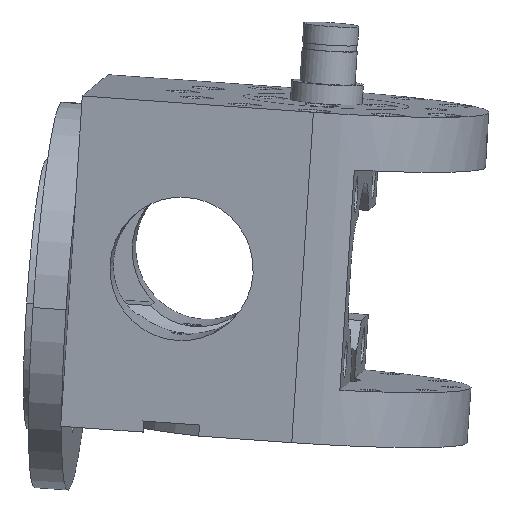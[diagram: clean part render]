
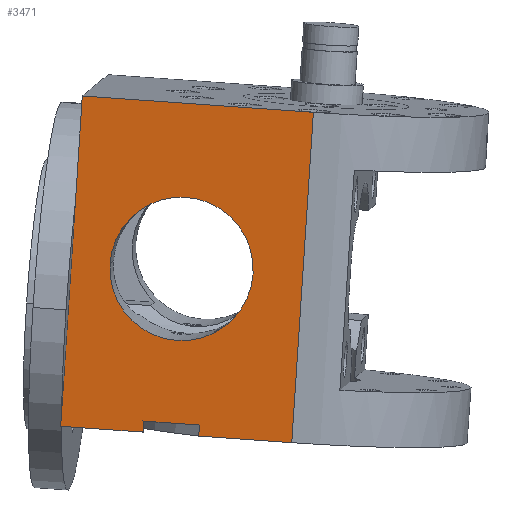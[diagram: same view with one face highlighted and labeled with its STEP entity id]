
A CAD part, front view. The second image highlights one B-rep face of the part: STEP entity #3471.
In plain terms, the highlighted face is planar.
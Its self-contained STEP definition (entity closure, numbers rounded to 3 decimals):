
#3 = DIRECTION ( 'NONE',  ( -1., 0., 0. ) ) ;
#50 = VECTOR ( 'NONE', #9709, 1000. ) ;
#380 = CARTESIAN_POINT ( 'NONE',  ( 29.5, 0., 0. ) ) ;
#631 = LINE ( 'NONE', #380, #6506 ) ;
#794 = EDGE_LOOP ( 'NONE', ( #5368, #1739, #1081, #2817, #1751, #9331, #1733, #5167 ) ) ;
#1066 = LINE ( 'NONE', #9256, #5165 ) ;
#1081 = ORIENTED_EDGE ( 'NONE', *, *, #9831, .F. ) ;
#1150 = VERTEX_POINT ( 'NONE', #7945 ) ;
#1303 = EDGE_CURVE ( 'NONE', #3283, #2861, #4136, .T. ) ;
#1339 = DIRECTION ( 'NONE',  ( 1., 0., 0. ) ) ;
#1380 = EDGE_CURVE ( 'NONE', #4310, #2838, #1389, .T. ) ;
#1389 = LINE ( 'NONE', #6867, #9764 ) ;
#1508 = DIRECTION ( 'NONE',  ( 0., 0., -1. ) ) ;
#1560 = ORIENTED_EDGE ( 'NONE', *, *, #7749, .F. ) ;
#1673 = VECTOR ( 'NONE', #3263, 1000. ) ;
#1733 = ORIENTED_EDGE ( 'NONE', *, *, #5988, .F. ) ;
#1739 = ORIENTED_EDGE ( 'NONE', *, *, #1303, .T. ) ;
#1751 = ORIENTED_EDGE ( 'NONE', *, *, #4754, .T. ) ;
#1752 = LINE ( 'NONE', #3009, #9668 ) ;
#2015 = CIRCLE ( 'NONE', #2302, 13. ) ;
#2257 = DIRECTION ( 'NONE',  ( 0., 0., 1. ) ) ;
#2268 = DIRECTION ( 'NONE',  ( 0., 1., 0. ) ) ;
#2269 = VERTEX_POINT ( 'NONE', #2757 ) ;
#2302 = AXIS2_PLACEMENT_3D ( 'NONE', #3251, #8605, #4009 ) ;
#2476 = CARTESIAN_POINT ( 'NONE',  ( 29.5, -42., 0. ) ) ;
#2563 = LINE ( 'NONE', #7597, #6390 ) ;
#2601 = VERTEX_POINT ( 'NONE', #2476 ) ;
#2695 = EDGE_CURVE ( 'NONE', #2601, #3283, #631, .T. ) ;
#2757 = CARTESIAN_POINT ( 'NONE',  ( 29.5, -9., 30. ) ) ;
#2817 = ORIENTED_EDGE ( 'NONE', *, *, #7900, .F. ) ;
#2838 = VERTEX_POINT ( 'NONE', #4494 ) ;
#2861 = VERTEX_POINT ( 'NONE', #6043 ) ;
#3009 = CARTESIAN_POINT ( 'NONE',  ( 29.5, 0., 60. ) ) ;
#3251 = CARTESIAN_POINT ( 'NONE',  ( 29.5, -22., 30. ) ) ;
#3263 = DIRECTION ( 'NONE',  ( 0., 0., -1. ) ) ;
#3275 = FACE_OUTER_BOUND ( 'NONE', #794, .T. ) ;
#3283 = VERTEX_POINT ( 'NONE', #9731 ) ;
#3471 = ADVANCED_FACE ( 'NONE', ( #9391, #3275 ), #6889, .F. ) ;
#4009 = DIRECTION ( 'NONE',  ( 0., 1., 0. ) ) ;
#4136 = LINE ( 'NONE', #4351, #50 ) ;
#4310 = VERTEX_POINT ( 'NONE', #9771 ) ;
#4351 = CARTESIAN_POINT ( 'NONE',  ( 29.5, -27.014, 2. ) ) ;
#4494 = CARTESIAN_POINT ( 'NONE',  ( 29.5, 0., 0. ) ) ;
#4754 = EDGE_CURVE ( 'NONE', #9153, #2838, #9585, .T. ) ;
#4774 = CARTESIAN_POINT ( 'NONE',  ( 29.5, -42., 60. ) ) ;
#4823 = AXIS2_PLACEMENT_3D ( 'NONE', #5904, #1339, #6689 ) ;
#5023 = EDGE_CURVE ( 'NONE', #2269, #9341, #2015, .T. ) ;
#5165 = VECTOR ( 'NONE', #5400, 1000. ) ;
#5167 = ORIENTED_EDGE ( 'NONE', *, *, #9372, .T. ) ;
#5368 = ORIENTED_EDGE ( 'NONE', *, *, #2695, .T. ) ;
#5389 = DIRECTION ( 'NONE',  ( 0., -1., 0. ) ) ;
#5400 = DIRECTION ( 'NONE',  ( 0., -1., 0. ) ) ;
#5875 = ORIENTED_EDGE ( 'NONE', *, *, #5023, .F. ) ;
#5894 = CARTESIAN_POINT ( 'NONE',  ( 29.5, -16.904, 0. ) ) ;
#5904 = CARTESIAN_POINT ( 'NONE',  ( 29.5, -22., 30. ) ) ;
#5988 = EDGE_CURVE ( 'NONE', #1150, #4310, #1752, .T. ) ;
#6043 = CARTESIAN_POINT ( 'NONE',  ( 29.5, -27.014, 2. ) ) ;
#6160 = CARTESIAN_POINT ( 'NONE',  ( 29.5, -35., 30. ) ) ;
#6390 = VECTOR ( 'NONE', #2257, 1000. ) ;
#6506 = VECTOR ( 'NONE', #9586, 1000. ) ;
#6689 = DIRECTION ( 'NONE',  ( 0., 1., 0. ) ) ;
#6748 = EDGE_LOOP ( 'NONE', ( #5875, #1560 ) ) ;
#6867 = CARTESIAN_POINT ( 'NONE',  ( 29.5, 0., 60. ) ) ;
#6889 = PLANE ( 'NONE',  #7056 ) ;
#7056 = AXIS2_PLACEMENT_3D ( 'NONE', #9177, #3, #5389 ) ;
#7060 = VERTEX_POINT ( 'NONE', #9457 ) ;
#7597 = CARTESIAN_POINT ( 'NONE',  ( 29.5, -16.904, 2. ) ) ;
#7749 = EDGE_CURVE ( 'NONE', #9341, #2269, #9412, .T. ) ;
#7900 = EDGE_CURVE ( 'NONE', #9153, #7060, #2563, .T. ) ;
#7945 = CARTESIAN_POINT ( 'NONE',  ( 29.5, -42., 60. ) ) ;
#8125 = CARTESIAN_POINT ( 'NONE',  ( 29.5, 0., 0. ) ) ;
#8605 = DIRECTION ( 'NONE',  ( 1., 0., 0. ) ) ;
#8913 = DIRECTION ( 'NONE',  ( 0., 1., 0. ) ) ;
#9153 = VERTEX_POINT ( 'NONE', #5894 ) ;
#9177 = CARTESIAN_POINT ( 'NONE',  ( 29.5, 0., 60. ) ) ;
#9256 = CARTESIAN_POINT ( 'NONE',  ( 29.5, 0., 2. ) ) ;
#9331 = ORIENTED_EDGE ( 'NONE', *, *, #1380, .F. ) ;
#9341 = VERTEX_POINT ( 'NONE', #6160 ) ;
#9345 = VECTOR ( 'NONE', #8913, 1000. ) ;
#9372 = EDGE_CURVE ( 'NONE', #1150, #2601, #9820, .T. ) ;
#9391 = FACE_BOUND ( 'NONE', #6748, .T. ) ;
#9412 = CIRCLE ( 'NONE', #4823, 13. ) ;
#9457 = CARTESIAN_POINT ( 'NONE',  ( 29.5, -16.904, 2. ) ) ;
#9585 = LINE ( 'NONE', #8125, #9345 ) ;
#9586 = DIRECTION ( 'NONE',  ( 0., 1., 0. ) ) ;
#9668 = VECTOR ( 'NONE', #2268, 1000. ) ;
#9709 = DIRECTION ( 'NONE',  ( 0., 0., 1. ) ) ;
#9731 = CARTESIAN_POINT ( 'NONE',  ( 29.5, -27.014, 0. ) ) ;
#9764 = VECTOR ( 'NONE', #1508, 1000. ) ;
#9771 = CARTESIAN_POINT ( 'NONE',  ( 29.5, 0., 60. ) ) ;
#9820 = LINE ( 'NONE', #4774, #1673 ) ;
#9831 = EDGE_CURVE ( 'NONE', #7060, #2861, #1066, .T. ) ;
